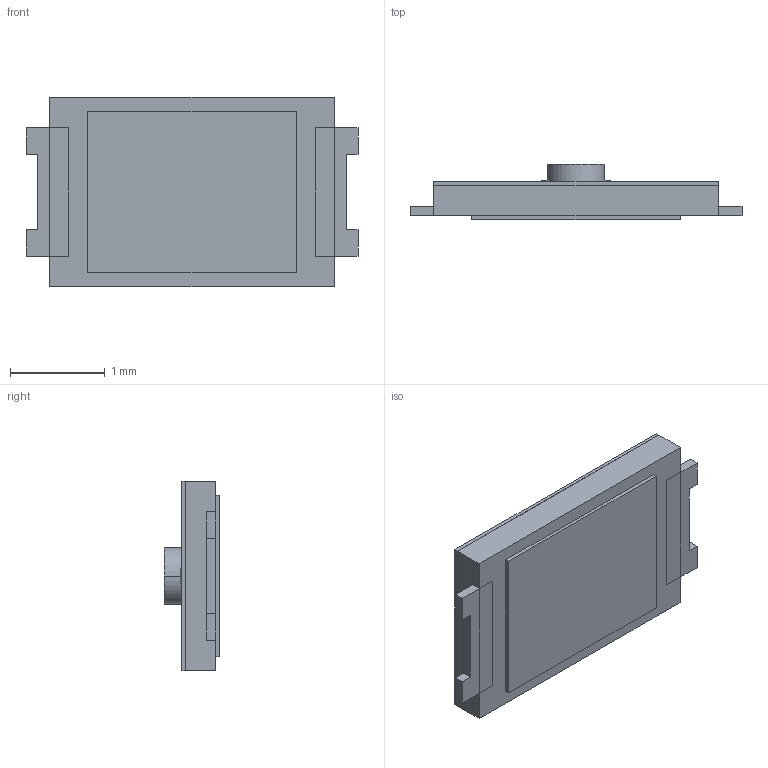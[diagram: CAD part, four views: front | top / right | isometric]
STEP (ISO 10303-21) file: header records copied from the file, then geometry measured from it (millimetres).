
FILE_DESCRIPTION((''),'2;1');
FILE_NAME('TSKH-025812_ASM','2016-05-19T',('Administrator'),(''),'PRO/ENGINEER BY PARAMETRIC TECHNOLOGY CORPORATION, 2008380','PRO/ENGINEER BY PARAMETRIC TECHNOLOGY CORPORATION, 2008380','');
FILE_SCHEMA(('CONFIG_CONTROL_DESIGN'));
Length unit declared in the file: millimetre
Products named in the file (6): BASE; TER; CONTACT; TAPE; STEM; TSKH-025812_ASM
Assembly tree (5 placements, depth 2):
  TSKH-025812_ASM
    BASE
    TER
    CONTACT
    TAPE
    STEM
Bounding box: 3.5 x 0.58 x 2 mm (x, y, z)
Volume: 2 mm3; surface area: 39.7 mm2
Topology: 6 solids, 6 shells, 58 faces, 138 edges, 89 vertices
Faces by surface type: plane 48, sphere 6, cylinder 4
Entity records: 1775 total; most frequent: DIRECTION 298, CARTESIAN_POINT 290, ORIENTED_EDGE 264, EDGE_CURVE 132, VECTOR 104, LINE 104, AXIS2_PLACEMENT_3D 97, VERTEX_POINT 89
